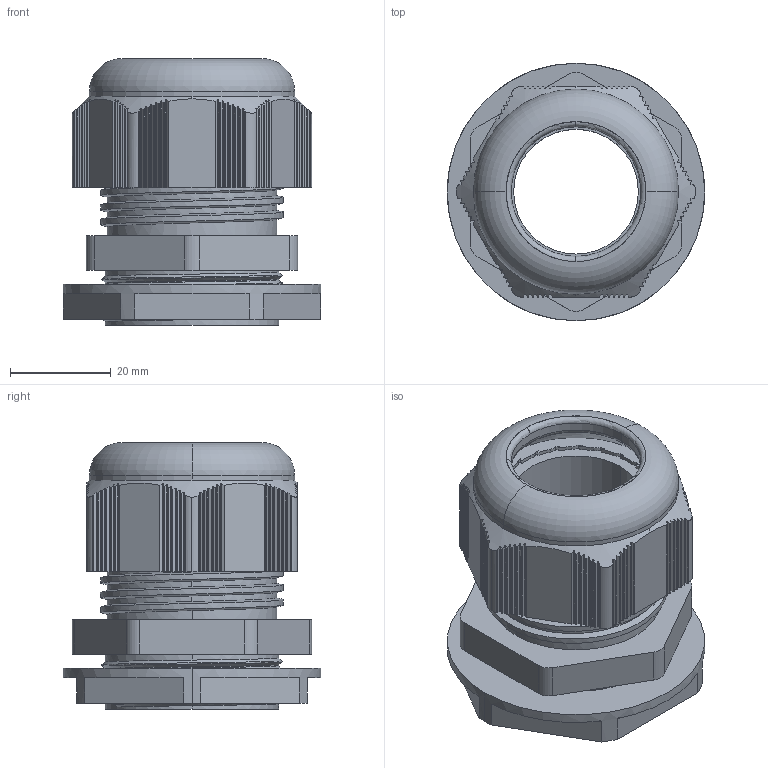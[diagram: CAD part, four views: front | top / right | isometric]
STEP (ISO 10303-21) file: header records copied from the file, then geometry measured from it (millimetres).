
FILE_DESCRIPTION (( 'STEP AP203' ), '1' );
FILE_NAME ('9006.STEP', '2020-08-05T13:17:24', ( '' ), ( '' ), 'SwSTEP 2.0', 'SolidWorks 2011', '' );
FILE_SCHEMA (( 'CONFIG_CONTROL_DESIGN' ));
Length unit declared in the file: millimetre
Products named in the file (1): 9006
Bounding box: 51.2 x 51.2 x 53.05 mm (x, y, z)
Volume: 39821.6 mm3; surface area: 18945.5 mm2
Topology: 1 solids, 1 shells, 586 faces, 1722 edges, 1146 vertices
Faces by surface type: cylinder 328, plane 235, bspline 9, cone 8, torus 6
Entity records: 24112 total; most frequent: CARTESIAN_POINT 8854, ORIENTED_EDGE 3444, DIRECTION 2940, EDGE_CURVE 1722, VERTEX_POINT 1146, AXIS2_PLACEMENT_3D 1061, LINE 818, VECTOR 818
